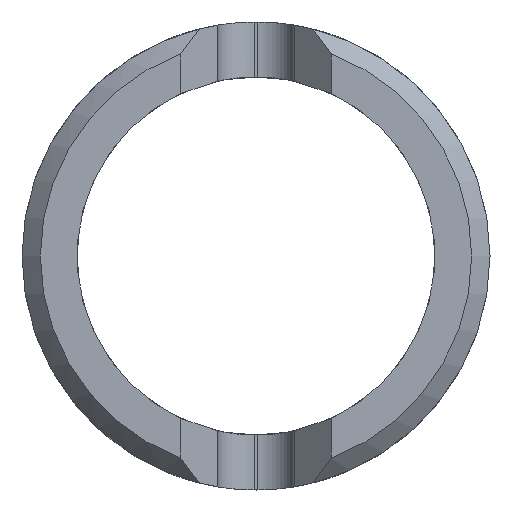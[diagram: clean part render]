
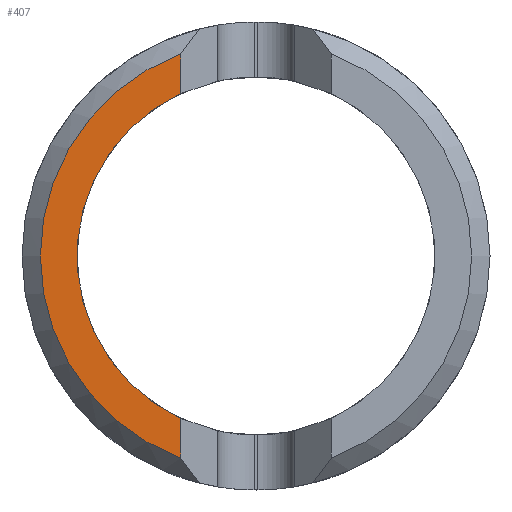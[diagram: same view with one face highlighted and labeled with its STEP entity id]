
A CAD part, front view. The second image highlights one B-rep face of the part: STEP entity #407.
In plain terms, the highlighted planar face has unit normal (0, -1, 0).
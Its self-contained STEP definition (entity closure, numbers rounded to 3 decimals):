
#3 = VERTEX_POINT ( 'NONE', #54 ) ;
#28 = LINE ( 'NONE', #260, #565 ) ;
#51 = EDGE_CURVE ( 'NONE', #170, #206, #28, .T. ) ;
#54 = CARTESIAN_POINT ( 'NONE',  ( -2.05, 0., -5.506 ) ) ;
#74 = CARTESIAN_POINT ( 'NONE',  ( 0., 0., 0. ) ) ;
#148 = LINE ( 'NONE', #321, #953 ) ;
#157 = EDGE_LOOP ( 'NONE', ( #315, #1345, #1201, #886 ) ) ;
#170 = VERTEX_POINT ( 'NONE', #716 ) ;
#206 = VERTEX_POINT ( 'NONE', #1166 ) ;
#238 = EDGE_CURVE ( 'NONE', #1198, #206, #1325, .T. ) ;
#246 = AXIS2_PLACEMENT_3D ( 'NONE', #74, #508, #1127 ) ;
#260 = CARTESIAN_POINT ( 'NONE',  ( -2.05, 0., 6.375 ) ) ;
#266 = EDGE_CURVE ( 'NONE', #1198, #3, #148, .T. ) ;
#302 = DIRECTION ( 'NONE',  ( 0., 0., 1. ) ) ;
#315 = ORIENTED_EDGE ( 'NONE', *, *, #51, .F. ) ;
#321 = CARTESIAN_POINT ( 'NONE',  ( -2.05, 0., 6.375 ) ) ;
#371 = EDGE_CURVE ( 'NONE', #170, #3, #1061, .T. ) ;
#407 = ADVANCED_FACE ( 'NONE', ( #1227 ), #744, .F. ) ;
#432 = DIRECTION ( 'NONE',  ( 0., 0., -1. ) ) ;
#438 = CARTESIAN_POINT ( 'NONE',  ( 0., 0., 0. ) ) ;
#508 = DIRECTION ( 'NONE',  ( 0., -1., 0. ) ) ;
#540 = CARTESIAN_POINT ( 'NONE',  ( 0., 0., 0. ) ) ;
#565 = VECTOR ( 'NONE', #1000, 1000. ) ;
#716 = CARTESIAN_POINT ( 'NONE',  ( -2.05, 0., 5.506 ) ) ;
#744 = PLANE ( 'NONE',  #1219 ) ;
#802 = AXIS2_PLACEMENT_3D ( 'NONE', #438, #1239, #302 ) ;
#886 = ORIENTED_EDGE ( 'NONE', *, *, #238, .T. ) ;
#953 = VECTOR ( 'NONE', #432, 1000. ) ;
#1000 = DIRECTION ( 'NONE',  ( 0., 0., -1. ) ) ;
#1061 = CIRCLE ( 'NONE', #246, 5.875 ) ;
#1127 = DIRECTION ( 'NONE',  ( 0., 0., 1. ) ) ;
#1139 = DIRECTION ( 'NONE',  ( 0., 0., 1. ) ) ;
#1152 = DIRECTION ( 'NONE',  ( 0., 1., 0. ) ) ;
#1166 = CARTESIAN_POINT ( 'NONE',  ( -2.05, 0., 4.423 ) ) ;
#1198 = VERTEX_POINT ( 'NONE', #1258 ) ;
#1201 = ORIENTED_EDGE ( 'NONE', *, *, #266, .F. ) ;
#1219 = AXIS2_PLACEMENT_3D ( 'NONE', #540, #1152, #1139 ) ;
#1227 = FACE_OUTER_BOUND ( 'NONE', #157, .T. ) ;
#1239 = DIRECTION ( 'NONE',  ( 0., 1., 0. ) ) ;
#1258 = CARTESIAN_POINT ( 'NONE',  ( -2.05, 0., -4.423 ) ) ;
#1325 = CIRCLE ( 'NONE', #802, 4.875 ) ;
#1345 = ORIENTED_EDGE ( 'NONE', *, *, #371, .T. ) ;
